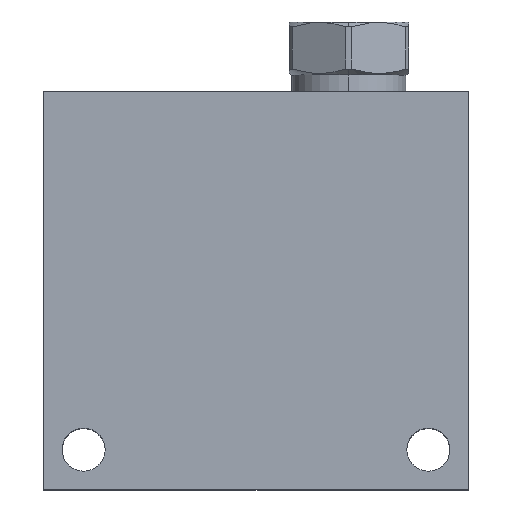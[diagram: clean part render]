
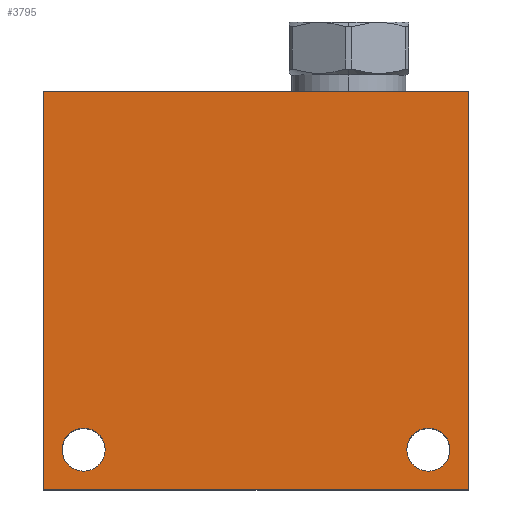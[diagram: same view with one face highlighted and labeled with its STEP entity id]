
A CAD part, top view. The second image highlights one B-rep face of the part: STEP entity #3795.
In plain terms, the highlighted planar face has unit normal (0, 0, 1).
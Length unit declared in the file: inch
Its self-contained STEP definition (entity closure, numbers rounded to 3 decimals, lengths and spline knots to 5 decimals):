
#163=DIRECTION('',(0.,-1.,0.));
#164=VECTOR('',#163,3.75);
#165=CARTESIAN_POINT('',(0.,0.,3.));
#166=LINE('',#165,#164);
#167=DIRECTION('',(-1.,0.,0.));
#168=VECTOR('',#167,4.);
#169=CARTESIAN_POINT('',(4.,0.,3.));
#170=LINE('',#169,#168);
#171=DIRECTION('',(0.,1.,0.));
#172=VECTOR('',#171,3.75);
#173=CARTESIAN_POINT('',(4.,-3.75,3.));
#174=LINE('',#173,#172);
#175=DIRECTION('',(1.,0.,0.));
#176=VECTOR('',#175,4.);
#177=CARTESIAN_POINT('',(0.,-3.75,3.));
#178=LINE('',#177,#176);
#179=CARTESIAN_POINT('',(0.375,-3.375,3.));
#180=DIRECTION('',(0.,0.,-1.));
#181=DIRECTION('',(-1.,0.,0.));
#182=AXIS2_PLACEMENT_3D('',#179,#180,#181);
#184=CARTESIAN_POINT('',(0.375,-3.375,3.));
#185=DIRECTION('',(0.,0.,-1.));
#186=DIRECTION('',(1.,0.,0.));
#187=AXIS2_PLACEMENT_3D('',#184,#185,#186);
#189=CARTESIAN_POINT('',(3.625,-3.375,3.));
#190=DIRECTION('',(0.,0.,-1.));
#191=DIRECTION('',(-1.,0.,0.));
#192=AXIS2_PLACEMENT_3D('',#189,#190,#191);
#194=CARTESIAN_POINT('',(3.625,-3.375,3.));
#195=DIRECTION('',(0.,0.,-1.));
#196=DIRECTION('',(1.,0.,0.));
#197=AXIS2_PLACEMENT_3D('',#194,#195,#196);
#3163=CARTESIAN_POINT('',(0.,0.,3.));
#3164=CARTESIAN_POINT('',(0.,-3.75,3.));
#3165=VERTEX_POINT('',#3163);
#3166=VERTEX_POINT('',#3164);
#3167=CARTESIAN_POINT('',(4.,-3.75,3.));
#3168=VERTEX_POINT('',#3167);
#3169=CARTESIAN_POINT('',(4.,0.,3.));
#3170=VERTEX_POINT('',#3169);
#3171=CARTESIAN_POINT('',(0.172,-3.375,3.));
#3172=CARTESIAN_POINT('',(0.578,-3.375,3.));
#3173=VERTEX_POINT('',#3171);
#3174=VERTEX_POINT('',#3172);
#3175=CARTESIAN_POINT('',(3.422,-3.375,3.));
#3176=CARTESIAN_POINT('',(3.828,-3.375,3.));
#3177=VERTEX_POINT('',#3175);
#3178=VERTEX_POINT('',#3176);
#3772=CARTESIAN_POINT('',(0.,0.,3.));
#3773=DIRECTION('',(0.,0.,1.));
#3774=DIRECTION('',(1.,0.,0.));
#3775=AXIS2_PLACEMENT_3D('',#3772,#3773,#3774);
#3776=PLANE('',#3775);
#3777=ORIENTED_EDGE('',*,*,#3664,.F.);
#3778=ORIENTED_EDGE('',*,*,#3703,.F.);
#3779=ORIENTED_EDGE('',*,*,#3729,.F.);
#3780=ORIENTED_EDGE('',*,*,#3760,.F.);
#3781=EDGE_LOOP('',(#3777,#3778,#3779,#3780));
#3782=FACE_OUTER_BOUND('',#3781,.F.);
#3784=ORIENTED_EDGE('',*,*,#3783,.F.);
#3786=ORIENTED_EDGE('',*,*,#3785,.F.);
#3787=EDGE_LOOP('',(#3784,#3786));
#3788=FACE_BOUND('',#3787,.F.);
#3790=ORIENTED_EDGE('',*,*,#3789,.F.);
#3792=ORIENTED_EDGE('',*,*,#3791,.F.);
#3793=EDGE_LOOP('',(#3790,#3792));
#3794=FACE_BOUND('',#3793,.F.);
#3795=ADVANCED_FACE('',(#3782,#3788,#3794),#3776,.T.);
#183=CIRCLE('',#182,0.203);
#188=CIRCLE('',#187,0.203);
#193=CIRCLE('',#192,0.203);
#198=CIRCLE('',#197,0.203);
#3664=EDGE_CURVE('',#3165,#3166,#166,.T.);
#3703=EDGE_CURVE('',#3170,#3165,#170,.T.);
#3729=EDGE_CURVE('',#3168,#3170,#174,.T.);
#3760=EDGE_CURVE('',#3166,#3168,#178,.T.);
#3783=EDGE_CURVE('',#3173,#3174,#183,.T.);
#3785=EDGE_CURVE('',#3174,#3173,#188,.T.);
#3789=EDGE_CURVE('',#3177,#3178,#193,.T.);
#3791=EDGE_CURVE('',#3178,#3177,#198,.T.);
